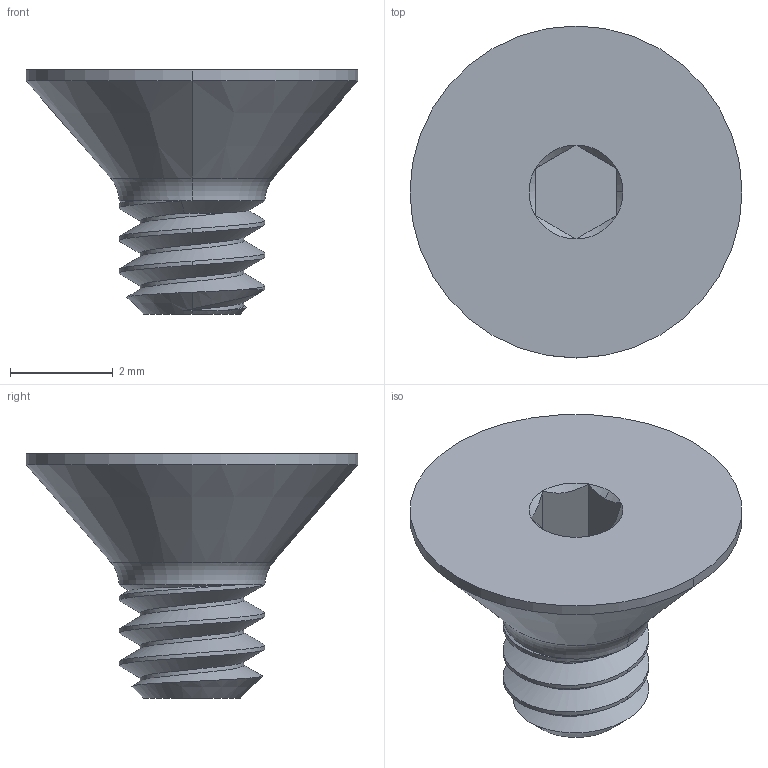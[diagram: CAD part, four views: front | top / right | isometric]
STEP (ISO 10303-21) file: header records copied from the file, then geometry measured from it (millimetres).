
FILE_DESCRIPTION (( 'STEP AP203' ), '1' );
FILE_NAME ('91263A375_Zinc-Plated Alloy Steel Hex Drive Flat Head Screw.STEP', '2023-09-26T17:49:13', ( 'Administrator' ), ( 'Managed by Terraform' ), 'SwSTEP 2.0', 'SolidWorks 2017', '' );
FILE_SCHEMA (( 'CONFIG_CONTROL_DESIGN' ));
Length unit declared in the file: inch
Products named in the file (1): 91263A375_Zinc-Plated Alloy Steel Hex Drive Flat Head Screw
Bounding box: 6.48 x 6.48 x 4.76 mm (x, y, z)
Volume: 53 mm3; surface area: 119.4 mm2
Topology: 1 solids, 1 shells, 37 faces, 84 edges, 50 vertices
Faces by surface type: cone 15, plane 9, cylinder 8, bspline 3, torus 2
Entity records: 1898 total; most frequent: CARTESIAN_POINT 1066, ORIENTED_EDGE 168, DIRECTION 145, EDGE_CURVE 84, AXIS2_PLACEMENT_3D 59, VERTEX_POINT 50, EDGE_LOOP 38, FACE_OUTER_BOUND 37
